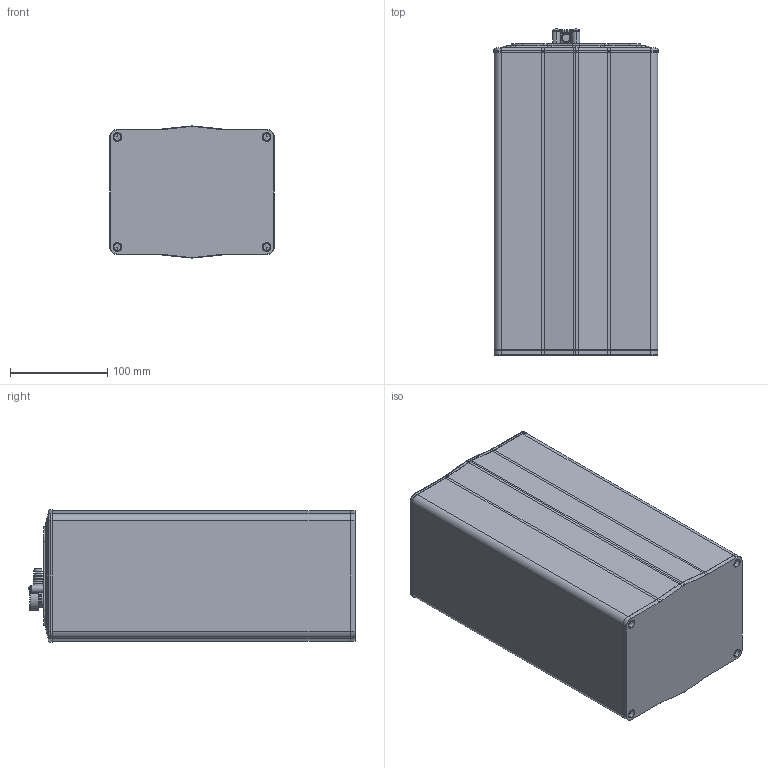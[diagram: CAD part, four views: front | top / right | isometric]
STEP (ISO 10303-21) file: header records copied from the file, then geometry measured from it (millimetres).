
FILE_DESCRIPTION (( 'STEP AP203' ), '1' );
FILE_NAME ('DC20.STEP', '2019-10-15T06:55:09', ( '' ), ( '' ), 'SwSTEP 2.0', 'SolidWorks 2018', '' );
FILE_SCHEMA (( 'CONFIG_CONTROL_DESIGN' ));
Length unit declared in the file: millimetre
Products named in the file (1): DC20
Bounding box: 169.34 x 335.7 x 136.01 mm (x, y, z)
Surface area: 625314.5 mm2
Topology: 3 solids, 3 shells, 731 faces, 1773 edges, 1081 vertices
Faces by surface type: plane 286, cylinder 231, cone 102, torus 66, bspline 37, sphere 9
Entity records: 22584 total; most frequent: CARTESIAN_POINT 5186, DIRECTION 3828, ORIENTED_EDGE 3538, EDGE_CURVE 1769, AXIS2_PLACEMENT_3D 1476, VERTEX_POINT 1081, LINE 876, VECTOR 876
